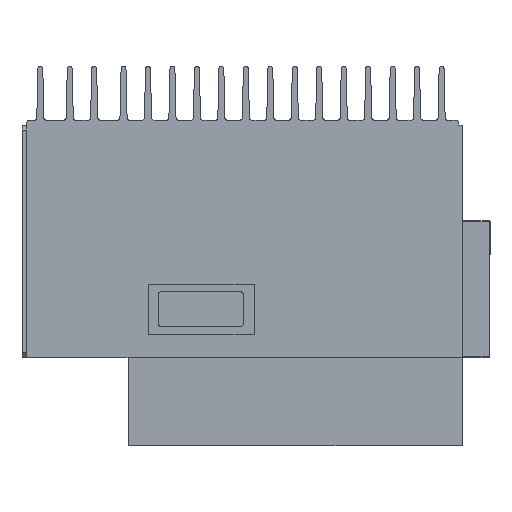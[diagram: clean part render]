
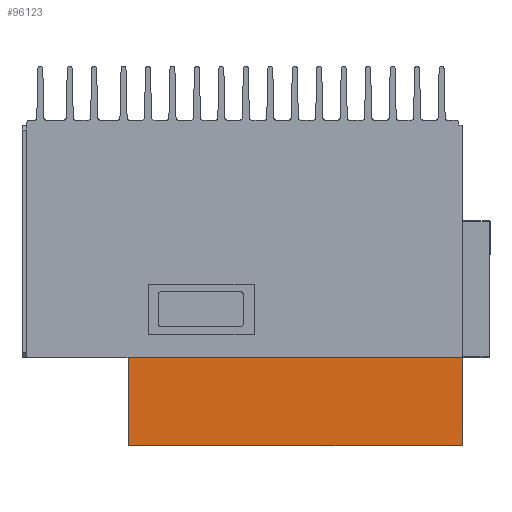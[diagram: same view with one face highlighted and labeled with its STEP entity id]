
A CAD part, front view. The second image highlights one B-rep face of the part: STEP entity #96123.
In plain terms, the highlighted face is planar.
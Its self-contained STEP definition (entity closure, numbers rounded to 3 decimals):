
#2722 = VECTOR ( 'NONE', #169367, 1000. ) ;
#7196 = CARTESIAN_POINT ( 'NONE',  ( 0., 0., 96. ) ) ;
#8244 = FACE_OUTER_BOUND ( 'NONE', #168841, .T. ) ;
#12199 = CARTESIAN_POINT ( 'NONE',  ( 36., 0., 96. ) ) ;
#17048 = ORIENTED_EDGE ( 'NONE', *, *, #129922, .F. ) ;
#18949 = CARTESIAN_POINT ( 'NONE',  ( 36., 136.5, 96. ) ) ;
#22881 = VECTOR ( 'NONE', #198102, 1000. ) ;
#23992 = CARTESIAN_POINT ( 'NONE',  ( 0., 0., 96. ) ) ;
#26093 = ORIENTED_EDGE ( 'NONE', *, *, #32247, .T. ) ;
#32247 = EDGE_CURVE ( 'NONE', #73712, #63994, #69546, .T. ) ;
#37152 = CARTESIAN_POINT ( 'NONE',  ( 0., 136.5, 96. ) ) ;
#40523 = ORIENTED_EDGE ( 'NONE', *, *, #74769, .F. ) ;
#44885 = VECTOR ( 'NONE', #98893, 1000. ) ;
#53157 = EDGE_CURVE ( 'NONE', #135260, #125156, #214358, .T. ) ;
#63994 = VERTEX_POINT ( 'NONE', #18949 ) ;
#65695 = CARTESIAN_POINT ( 'NONE',  ( 0., 0., 96. ) ) ;
#66325 = CARTESIAN_POINT ( 'NONE',  ( 36., 0., 96. ) ) ;
#69546 = LINE ( 'NONE', #82609, #2722 ) ;
#73712 = VERTEX_POINT ( 'NONE', #66325 ) ;
#74368 = PLANE ( 'NONE',  #169205 ) ;
#74769 = EDGE_CURVE ( 'NONE', #73712, #135260, #81550, .T. ) ;
#81550 = LINE ( 'NONE', #12199, #44885 ) ;
#82609 = CARTESIAN_POINT ( 'NONE',  ( 36., 0., 96. ) ) ;
#91715 = DIRECTION ( 'NONE',  ( 0., 0., 1. ) ) ;
#92802 = DIRECTION ( 'NONE',  ( 1., 0., 0. ) ) ;
#96123 = ADVANCED_FACE ( 'NONE', ( #8244 ), #74368, .T. ) ;
#98893 = DIRECTION ( 'NONE',  ( -1., 0., 0. ) ) ;
#105689 = LINE ( 'NONE', #172963, #194796 ) ;
#125156 = VERTEX_POINT ( 'NONE', #37152 ) ;
#125176 = DIRECTION ( 'NONE',  ( 1., 0., 0. ) ) ;
#129922 = EDGE_CURVE ( 'NONE', #125156, #63994, #105689, .T. ) ;
#135260 = VERTEX_POINT ( 'NONE', #23992 ) ;
#168841 = EDGE_LOOP ( 'NONE', ( #40523, #26093, #17048, #179607 ) ) ;
#169205 = AXIS2_PLACEMENT_3D ( 'NONE', #7196, #91715, #92802 ) ;
#169367 = DIRECTION ( 'NONE',  ( 0., 1., 0. ) ) ;
#172963 = CARTESIAN_POINT ( 'NONE',  ( 36., 136.5, 96. ) ) ;
#179607 = ORIENTED_EDGE ( 'NONE', *, *, #53157, .F. ) ;
#194796 = VECTOR ( 'NONE', #125176, 1000. ) ;
#198102 = DIRECTION ( 'NONE',  ( 0., 1., 0. ) ) ;
#214358 = LINE ( 'NONE', #65695, #22881 ) ;
